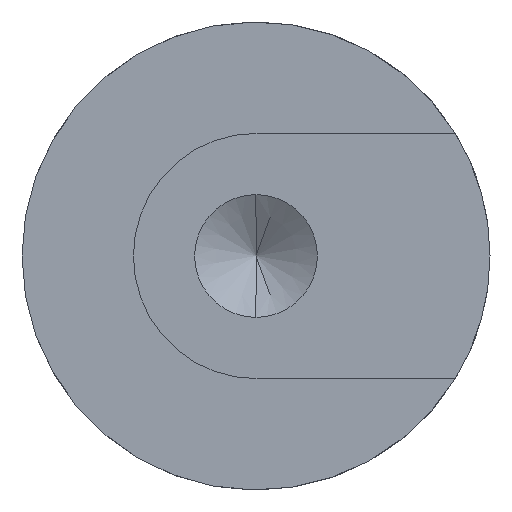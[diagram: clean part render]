
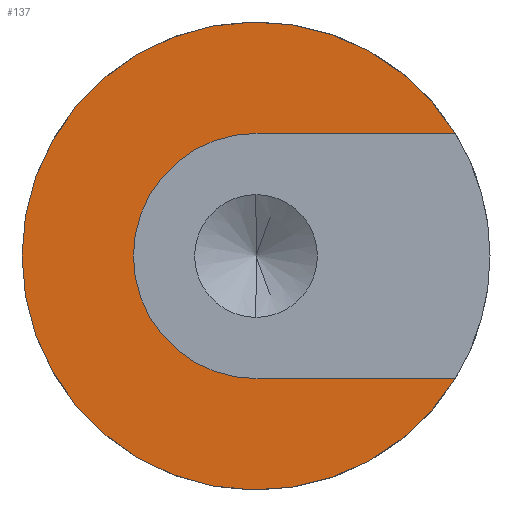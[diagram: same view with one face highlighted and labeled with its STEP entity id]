
A CAD part, left-side view. The second image highlights one B-rep face of the part: STEP entity #137.
In plain terms, the highlighted planar face has unit normal (-1, 0, 0).
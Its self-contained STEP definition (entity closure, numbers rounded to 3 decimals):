
#16 = CARTESIAN_POINT ( 'NONE',  ( 0., 0., 0. ) ) ;
#62 = ORIENTED_EDGE ( 'NONE', *, *, #634, .F. ) ;
#63 = CIRCLE ( 'NONE', #202, 9.525 ) ;
#73 = ORIENTED_EDGE ( 'NONE', *, *, #356, .F. ) ;
#81 = DIRECTION ( 'NONE',  ( 0., 1., 0. ) ) ;
#83 = VERTEX_POINT ( 'NONE', #349 ) ;
#88 = CIRCLE ( 'NONE', #462, 4.991 ) ;
#89 = DIRECTION ( 'NONE',  ( -1., 0., 0. ) ) ;
#105 = CARTESIAN_POINT ( 'NONE',  ( 0., 0., 4.991 ) ) ;
#114 = DIRECTION ( 'NONE',  ( 0., -1., 0. ) ) ;
#118 = CARTESIAN_POINT ( 'NONE',  ( 0., 0., 0. ) ) ;
#124 = ORIENTED_EDGE ( 'NONE', *, *, #518, .F. ) ;
#137 = ADVANCED_FACE ( 'NONE', ( #302 ), #546, .T. ) ;
#152 = DIRECTION ( 'NONE',  ( 1., 0., 0. ) ) ;
#168 = CARTESIAN_POINT ( 'NONE',  ( 0., -8.113, -4.991 ) ) ;
#184 = ORIENTED_EDGE ( 'NONE', *, *, #242, .F. ) ;
#202 = AXIS2_PLACEMENT_3D ( 'NONE', #707, #152, #348 ) ;
#213 = CIRCLE ( 'NONE', #359, 4.991 ) ;
#218 = VERTEX_POINT ( 'NONE', #680 ) ;
#220 = VERTEX_POINT ( 'NONE', #505 ) ;
#230 = EDGE_LOOP ( 'NONE', ( #243, #184, #746, #124, #73, #62 ) ) ;
#242 = EDGE_CURVE ( 'NONE', #83, #594, #554, .T. ) ;
#243 = ORIENTED_EDGE ( 'NONE', *, *, #552, .F. ) ;
#293 = VECTOR ( 'NONE', #795, 1000. ) ;
#302 = FACE_OUTER_BOUND ( 'NONE', #230, .T. ) ;
#348 = DIRECTION ( 'NONE',  ( 0., 1., 0. ) ) ;
#349 = CARTESIAN_POINT ( 'NONE',  ( 0., 9.525, 0. ) ) ;
#356 = EDGE_CURVE ( 'NONE', #220, #218, #88, .T. ) ;
#359 = AXIS2_PLACEMENT_3D ( 'NONE', #118, #386, #504 ) ;
#367 = CARTESIAN_POINT ( 'NONE',  ( 0., 9.525, 0. ) ) ;
#386 = DIRECTION ( 'NONE',  ( -1., 0., 0. ) ) ;
#417 = CARTESIAN_POINT ( 'NONE',  ( 0., -8.113, 4.991 ) ) ;
#423 = LINE ( 'NONE', #105, #293 ) ;
#434 = EDGE_CURVE ( 'NONE', #593, #83, #63, .T. ) ;
#462 = AXIS2_PLACEMENT_3D ( 'NONE', #703, #89, #468 ) ;
#468 = DIRECTION ( 'NONE',  ( 0., -1., 0. ) ) ;
#504 = DIRECTION ( 'NONE',  ( 0., -1., 0. ) ) ;
#505 = CARTESIAN_POINT ( 'NONE',  ( 0., 4.991, 0. ) ) ;
#518 = EDGE_CURVE ( 'NONE', #218, #593, #784, .T. ) ;
#532 = VERTEX_POINT ( 'NONE', #545 ) ;
#540 = AXIS2_PLACEMENT_3D ( 'NONE', #16, #625, #81 ) ;
#545 = CARTESIAN_POINT ( 'NONE',  ( 0., 0., 4.991 ) ) ;
#546 = PLANE ( 'NONE',  #790 ) ;
#552 = EDGE_CURVE ( 'NONE', #594, #532, #423, .T. ) ;
#554 = CIRCLE ( 'NONE', #540, 9.525 ) ;
#593 = VERTEX_POINT ( 'NONE', #168 ) ;
#594 = VERTEX_POINT ( 'NONE', #417 ) ;
#600 = VECTOR ( 'NONE', #731, 1000. ) ;
#625 = DIRECTION ( 'NONE',  ( 1., 0., 0. ) ) ;
#634 = EDGE_CURVE ( 'NONE', #532, #220, #213, .T. ) ;
#680 = CARTESIAN_POINT ( 'NONE',  ( 0., 0., -4.991 ) ) ;
#703 = CARTESIAN_POINT ( 'NONE',  ( 0., 0., 0. ) ) ;
#707 = CARTESIAN_POINT ( 'NONE',  ( 0., 0., 0. ) ) ;
#717 = DIRECTION ( 'NONE',  ( -1., 0., 0. ) ) ;
#731 = DIRECTION ( 'NONE',  ( 0., -1., 0. ) ) ;
#746 = ORIENTED_EDGE ( 'NONE', *, *, #434, .F. ) ;
#784 = LINE ( 'NONE', #792, #600 ) ;
#790 = AXIS2_PLACEMENT_3D ( 'NONE', #367, #717, #114 ) ;
#792 = CARTESIAN_POINT ( 'NONE',  ( 0., 0., -4.991 ) ) ;
#795 = DIRECTION ( 'NONE',  ( 0., 1., 0. ) ) ;
